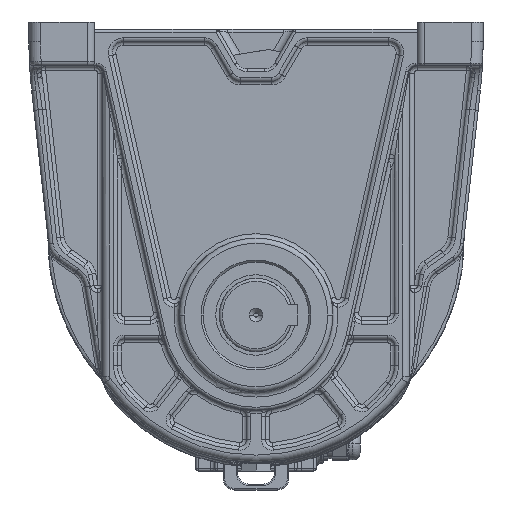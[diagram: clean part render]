
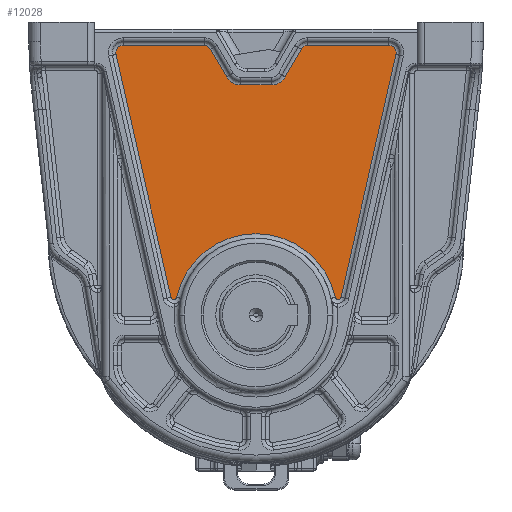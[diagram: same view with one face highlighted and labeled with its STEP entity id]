
A CAD part, front view. The second image highlights one B-rep face of the part: STEP entity #12028.
In plain terms, the highlighted planar face has unit normal (0, -1, 0).
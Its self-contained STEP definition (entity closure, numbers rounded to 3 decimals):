
#1715=DIRECTION('',(1.,0.,0.));
#1716=VECTOR('',#1715,55.301);
#1717=CARTESIAN_POINT('',(-90.629,-9.,133.));
#1718=LINE('',#1717,#1716);
#1719=CARTESIAN_POINT('',(-35.327,-9.,128.));
#1720=DIRECTION('',(0.,1.,0.));
#1721=DIRECTION('',(0.,0.,1.));
#1722=AXIS2_PLACEMENT_3D('',#1719,#1720,#1721);
#1724=DIRECTION('',(0.5,0.,-0.866));
#1725=VECTOR('',#1724,21.939);
#1726=CARTESIAN_POINT('',(-30.997,-9.,130.5));
#1727=LINE('',#1726,#1725);
#1728=CARTESIAN_POINT('',(-10.501,-9.,117.));
#1729=DIRECTION('',(0.,-1.,0.));
#1730=DIRECTION('',(-0.866,0.,-0.5));
#1731=AXIS2_PLACEMENT_3D('',#1728,#1729,#1730);
#1733=DIRECTION('',(1.,0.,0.));
#1734=VECTOR('',#1733,20.882);
#1735=CARTESIAN_POINT('',(-10.501,-9.,106.));
#1736=LINE('',#1735,#1734);
#1737=CARTESIAN_POINT('',(10.381,-9.,117.));
#1738=DIRECTION('',(0.,-1.,0.));
#1739=DIRECTION('',(0.,0.,-1.));
#1740=AXIS2_PLACEMENT_3D('',#1737,#1738,#1739);
#1742=DIRECTION('',(0.5,0.,0.866));
#1743=VECTOR('',#1742,21.939);
#1744=CARTESIAN_POINT('',(19.907,-9.,111.5));
#1745=LINE('',#1744,#1743);
#1746=CARTESIAN_POINT('',(35.207,-9.,128.));
#1747=DIRECTION('',(0.,1.,0.));
#1748=DIRECTION('',(-0.866,0.,0.5));
#1749=AXIS2_PLACEMENT_3D('',#1746,#1747,#1748);
#1751=DIRECTION('',(1.,0.,0.));
#1752=VECTOR('',#1751,55.421);
#1753=CARTESIAN_POINT('',(35.207,-9.,133.));
#1754=LINE('',#1753,#1752);
#1755=CARTESIAN_POINT('',(90.629,-9.,128.));
#1756=DIRECTION('',(0.,1.,0.));
#1757=DIRECTION('',(0.,0.,1.));
#1758=AXIS2_PLACEMENT_3D('',#1755,#1756,#1757);
#1760=DIRECTION('',(-0.22,0.,-0.975));
#1761=VECTOR('',#1760,170.019);
#1762=CARTESIAN_POINT('',(95.506,-9.,126.899));
#1763=LINE('',#1762,#1761);
#1764=CARTESIAN_POINT('',(56.127,-9.,-38.509));
#1765=DIRECTION('',(0.,1.,0.));
#1766=DIRECTION('',(0.975,0.,-0.22));
#1767=AXIS2_PLACEMENT_3D('',#1764,#1765,#1766);
#1769=CARTESIAN_POINT('',(0.,-9.,-51.));
#1770=DIRECTION('',(0.,-1.,0.));
#1771=DIRECTION('',(0.976,0.,0.217));
#1772=AXIS2_PLACEMENT_3D('',#1769,#1770,#1771);
#1774=CARTESIAN_POINT('',(-56.127,-9.,-38.509));
#1775=DIRECTION('',(0.,1.,0.));
#1776=DIRECTION('',(0.976,0.,-0.217));
#1777=AXIS2_PLACEMENT_3D('',#1774,#1775,#1776);
#1779=DIRECTION('',(-0.22,0.,0.975));
#1780=VECTOR('',#1779,170.019);
#1781=CARTESIAN_POINT('',(-58.078,-9.,-38.949));
#1782=LINE('',#1781,#1780);
#1783=CARTESIAN_POINT('',(-90.629,-9.,128.));
#1784=DIRECTION('',(0.,1.,0.));
#1785=DIRECTION('',(-0.975,0.,-0.22));
#1786=AXIS2_PLACEMENT_3D('',#1783,#1784,#1785);
#8429=CARTESIAN_POINT('',(-90.629,-9.,133.));
#8430=CARTESIAN_POINT('',(-35.327,-9.,133.));
#8431=VERTEX_POINT('',#8429);
#8432=VERTEX_POINT('',#8430);
#8433=CARTESIAN_POINT('',(-30.997,-9.,130.5));
#8434=VERTEX_POINT('',#8433);
#8435=CARTESIAN_POINT('',(-20.027,-9.,111.5));
#8436=VERTEX_POINT('',#8435);
#8437=CARTESIAN_POINT('',(-10.501,-9.,106.));
#8438=VERTEX_POINT('',#8437);
#8439=CARTESIAN_POINT('',(10.381,-9.,106.));
#8440=VERTEX_POINT('',#8439);
#8441=CARTESIAN_POINT('',(19.907,-9.,111.5));
#8442=VERTEX_POINT('',#8441);
#8443=CARTESIAN_POINT('',(30.877,-9.,130.5));
#8444=VERTEX_POINT('',#8443);
#8445=CARTESIAN_POINT('',(35.207,-9.,133.));
#8446=VERTEX_POINT('',#8445);
#8447=CARTESIAN_POINT('',(90.629,-9.,133.));
#8448=VERTEX_POINT('',#8447);
#8449=CARTESIAN_POINT('',(95.506,-9.,126.899));
#8450=VERTEX_POINT('',#8449);
#8451=CARTESIAN_POINT('',(58.078,-9.,-38.949));
#8452=VERTEX_POINT('',#8451);
#8453=CARTESIAN_POINT('',(54.175,-9.,-38.943));
#8454=VERTEX_POINT('',#8453);
#8455=CARTESIAN_POINT('',(-54.175,-9.,-38.943));
#8456=VERTEX_POINT('',#8455);
#8461=CARTESIAN_POINT('',(-58.078,-9.,-38.949));
#8462=VERTEX_POINT('',#8461);
#8463=CARTESIAN_POINT('',(-95.506,-9.,126.899));
#8464=VERTEX_POINT('',#8463);
#11992=CARTESIAN_POINT('',(0.,-9.,0.));
#11993=DIRECTION('',(0.,-1.,0.));
#11994=DIRECTION('',(-1.,0.,0.));
#11995=AXIS2_PLACEMENT_3D('',#11992,#11993,#11994);
#11996=PLANE('',#11995);
#11998=ORIENTED_EDGE('',*,*,#11997,.T.);
#12000=ORIENTED_EDGE('',*,*,#11999,.T.);
#12002=ORIENTED_EDGE('',*,*,#12001,.T.);
#12004=ORIENTED_EDGE('',*,*,#12003,.T.);
#12006=ORIENTED_EDGE('',*,*,#12005,.T.);
#12008=ORIENTED_EDGE('',*,*,#12007,.T.);
#12010=ORIENTED_EDGE('',*,*,#12009,.T.);
#12012=ORIENTED_EDGE('',*,*,#12011,.T.);
#12014=ORIENTED_EDGE('',*,*,#12013,.T.);
#12016=ORIENTED_EDGE('',*,*,#12015,.T.);
#12017=ORIENTED_EDGE('',*,*,#11931,.T.);
#12018=ORIENTED_EDGE('',*,*,#11971,.T.);
#12019=ORIENTED_EDGE('',*,*,#11983,.T.);
#12021=ORIENTED_EDGE('',*,*,#12020,.T.);
#12023=ORIENTED_EDGE('',*,*,#12022,.T.);
#12025=ORIENTED_EDGE('',*,*,#12024,.T.);
#12026=EDGE_LOOP('',(#11998,#12000,#12002,#12004,#12006,#12008,#12010,#12012,
#12014,#12016,#12017,#12018,#12019,#12021,#12023,#12025));
#12027=FACE_OUTER_BOUND('',#12026,.F.);
#12028=ADVANCED_FACE('',(#12027),#11996,.T.);
#1723=CIRCLE('',#1722,5.);
#1732=CIRCLE('',#1731,11.);
#1741=CIRCLE('',#1740,11.);
#1750=CIRCLE('',#1749,5.);
#1759=CIRCLE('',#1758,5.);
#1768=CIRCLE('',#1767,2.);
#1773=CIRCLE('',#1772,55.5);
#1778=CIRCLE('',#1777,2.);
#1787=CIRCLE('',#1786,5.);
#11931=EDGE_CURVE('',#8450,#8452,#1763,.T.);
#11971=EDGE_CURVE('',#8452,#8454,#1768,.T.);
#11983=EDGE_CURVE('',#8454,#8456,#1773,.T.);
#11997=EDGE_CURVE('',#8431,#8432,#1718,.T.);
#11999=EDGE_CURVE('',#8432,#8434,#1723,.T.);
#12001=EDGE_CURVE('',#8434,#8436,#1727,.T.);
#12003=EDGE_CURVE('',#8436,#8438,#1732,.T.);
#12005=EDGE_CURVE('',#8438,#8440,#1736,.T.);
#12007=EDGE_CURVE('',#8440,#8442,#1741,.T.);
#12009=EDGE_CURVE('',#8442,#8444,#1745,.T.);
#12011=EDGE_CURVE('',#8444,#8446,#1750,.T.);
#12013=EDGE_CURVE('',#8446,#8448,#1754,.T.);
#12015=EDGE_CURVE('',#8448,#8450,#1759,.T.);
#12020=EDGE_CURVE('',#8456,#8462,#1778,.T.);
#12022=EDGE_CURVE('',#8462,#8464,#1782,.T.);
#12024=EDGE_CURVE('',#8464,#8431,#1787,.T.);
